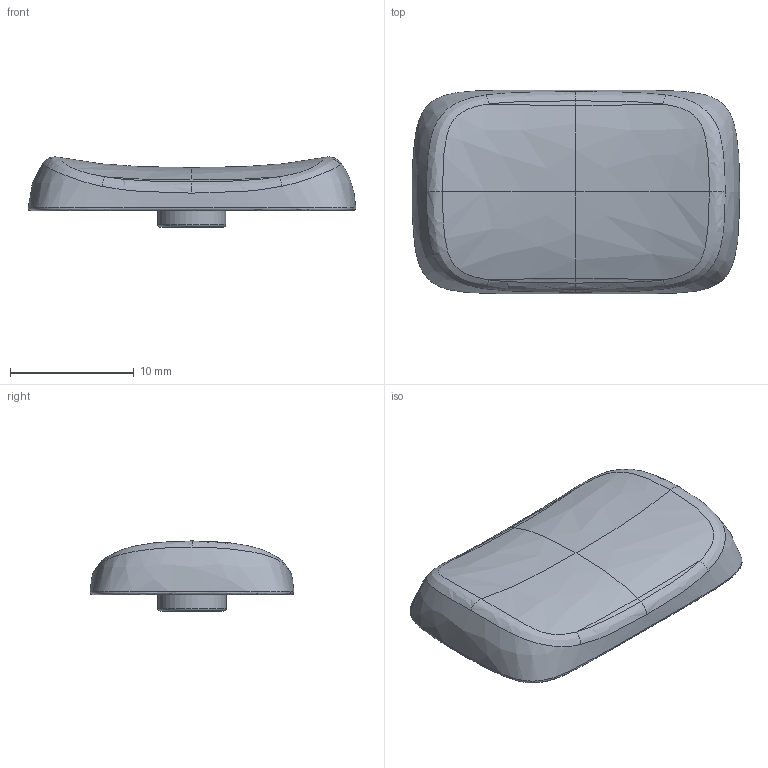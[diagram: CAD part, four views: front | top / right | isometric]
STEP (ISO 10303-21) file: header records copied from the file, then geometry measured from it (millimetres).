
FILE_DESCRIPTION(/* description */ (''),/* implementation_level */ '2;1');
FILE_NAME(/* name */ 'MX_Stem_Choc_Size_1.5U_Saddle_H.step',/* time_stamp */ '2025-11-16T11:09:17+07:00',/* author */ (''),/* organization */ (''),/* preprocessor_version */ 'ST-DEVELOPER v20.1',/* originating_system */ 'Autodesk Translation Framework v14.21.0.0',/* authorisation */ '');
FILE_SCHEMA (('AUTOMOTIVE_DESIGN { 1 0 10303 214 3 1 1 }'));
Length unit declared in the file: millimetre
Products named in the file (1): [Choc] Saddle H 1.5U
Bounding box: 26.47 x 16.47 x 5.67 mm (x, y, z)
Volume: 754.1 mm3; surface area: 1197.3 mm2
Topology: 1 solids, 1 shells, 60 faces, 160 edges, 105 vertices
Faces by surface type: bspline 25, cylinder 17, plane 16, torus 2
Full cylindrical faces by diameter (mm): 5.5 x1
Entity records: 6003 total; most frequent: CARTESIAN_POINT 4645, ORIENTED_EDGE 320, DIRECTION 216, EDGE_CURVE 160, VERTEX_POINT 105, AXIS2_PLACEMENT_3D 81, EDGE_LOOP 63, FACE_OUTER_BOUND 60
